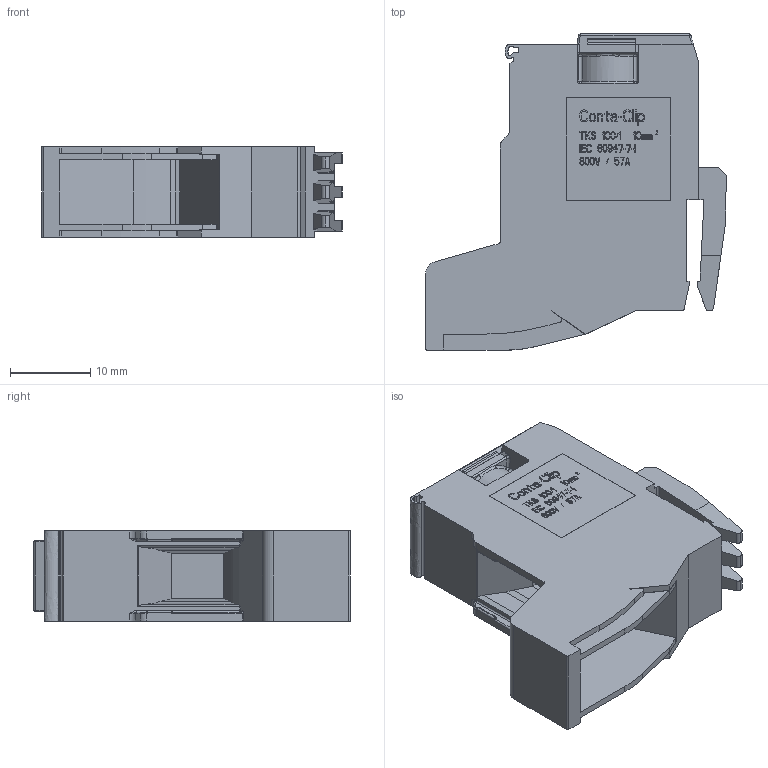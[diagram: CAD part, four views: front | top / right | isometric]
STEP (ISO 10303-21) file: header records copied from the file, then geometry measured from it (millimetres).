
FILE_DESCRIPTION((''),'2;1');
FILE_NAME('17032_3_TKS10_1_iso.stp','2010-09-14T',('Ludolph'),(''),'PRO/ENGINEER BY PARAMETRIC TECHNOLOGY CORPORATION, 2007390','PRO/ENGINEER BY PARAMETRIC TECHNOLOGY CORPORATION, 2007390','');
FILE_SCHEMA(('CONFIG_CONTROL_DESIGN'));
Length unit declared in the file: millimetre
Products named in the file (1): TKS100_1_3D_VOLUMEN
Bounding box: 37.53 x 39.5 x 11.25 mm (x, y, z)
Volume: 8009.7 mm3; surface area: 6127.8 mm2
Topology: 1 solids, 1 shells, 1572 faces, 4410 edges, 2896 vertices
Faces by surface type: plane 1385, cylinder 130, bspline 32, torus 13, sphere 12
Entity records: 51006 total; most frequent: CARTESIAN_POINT 10612, ORIENTED_EDGE 8808, DIRECTION 7607, EDGE_CURVE 4404, VECTOR 4071, LINE 4071, VERTEX_POINT 2894, AXIS2_PLACEMENT_3D 1768
